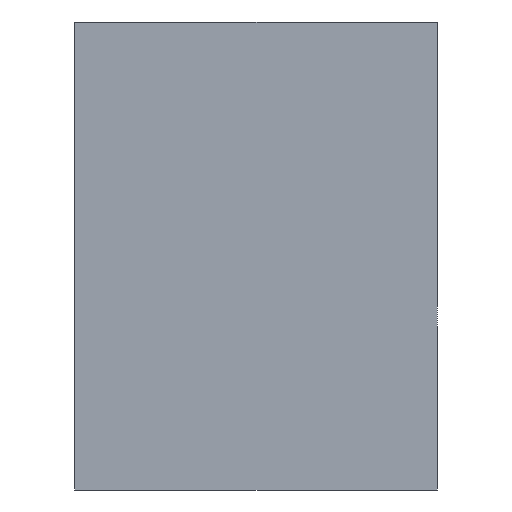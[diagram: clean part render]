
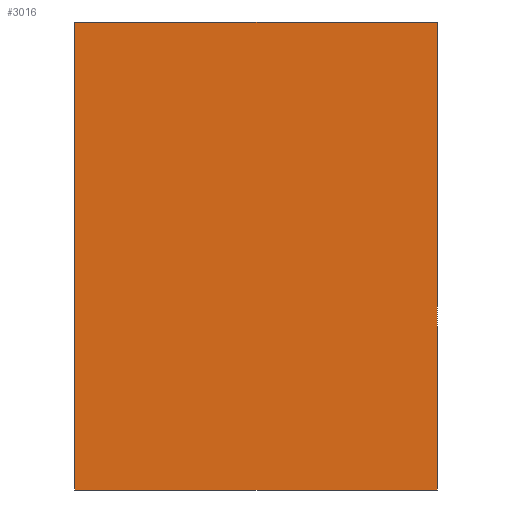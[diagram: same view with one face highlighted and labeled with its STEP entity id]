
A CAD part, left-side view. The second image highlights one B-rep face of the part: STEP entity #3016.
In plain terms, the highlighted planar face has unit normal (-1, 0, 0).
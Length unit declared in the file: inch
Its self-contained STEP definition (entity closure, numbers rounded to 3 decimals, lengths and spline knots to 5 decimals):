
#1=DIRECTION('',(0.,-1.,0.));
#2=VECTOR('',#1,1.938);
#3=CARTESIAN_POINT('',(0.,0.,0.));
#4=LINE('',#3,#2);
#17=DIRECTION('',(0.,0.,1.));
#18=VECTOR('',#17,2.5);
#19=CARTESIAN_POINT('',(0.,0.,0.));
#20=LINE('',#19,#18);
#659=DIRECTION('',(0.,0.,1.));
#660=VECTOR('',#659,2.5);
#661=CARTESIAN_POINT('',(0.,-1.938,0.));
#662=LINE('',#661,#660);
#1233=DIRECTION('',(0.,-1.,0.));
#1234=VECTOR('',#1233,1.938);
#1235=CARTESIAN_POINT('',(0.,0.,2.5));
#1236=LINE('',#1235,#1234);
#2733=CARTESIAN_POINT('',(0.,0.,0.));
#2734=CARTESIAN_POINT('',(0.,-1.938,0.));
#2735=VERTEX_POINT('',#2733);
#2736=VERTEX_POINT('',#2734);
#2741=CARTESIAN_POINT('',(0.,0.,2.5));
#2742=CARTESIAN_POINT('',(0.,-1.938,2.5));
#2743=VERTEX_POINT('',#2741);
#2744=VERTEX_POINT('',#2742);
#3002=CARTESIAN_POINT('',(0.,0.,0.));
#3003=DIRECTION('',(-1.,0.,0.));
#3004=DIRECTION('',(0.,-1.,0.));
#3005=AXIS2_PLACEMENT_3D('',#3002,#3003,#3004);
#3006=PLANE('',#3005);
#3007=ORIENTED_EDGE('',*,*,#2991,.F.);
#3009=ORIENTED_EDGE('',*,*,#3008,.T.);
#3011=ORIENTED_EDGE('',*,*,#3010,.T.);
#3013=ORIENTED_EDGE('',*,*,#3012,.F.);
#3014=EDGE_LOOP('',(#3007,#3009,#3011,#3013));
#3015=FACE_OUTER_BOUND('',#3014,.F.);
#3016=ADVANCED_FACE('',(#3015),#3006,.T.);
#2991=EDGE_CURVE('',#2735,#2736,#4,.T.);
#3008=EDGE_CURVE('',#2735,#2743,#20,.T.);
#3010=EDGE_CURVE('',#2743,#2744,#1236,.T.);
#3012=EDGE_CURVE('',#2736,#2744,#662,.T.);
